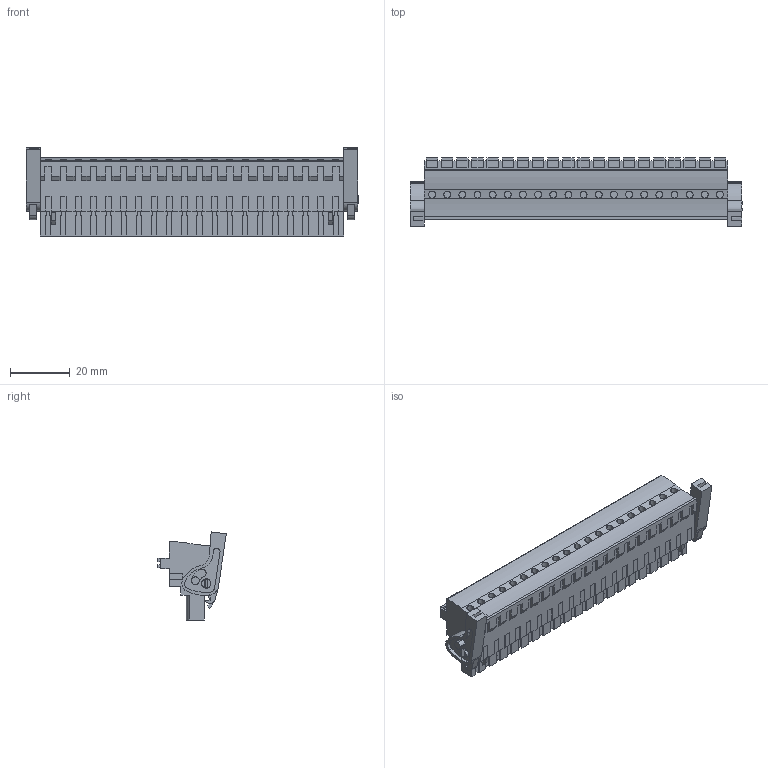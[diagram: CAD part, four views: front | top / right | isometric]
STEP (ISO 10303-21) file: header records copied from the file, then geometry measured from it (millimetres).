
FILE_DESCRIPTION(('CATIA V5 STEP Exchange','CAx-IF Rec.Pracs.--- Model Styling and Organization---1.2---2011-12-15'),'2;1');
FILE_NAME ('D1461209_0_1983260000_1983260000.stp','2017-10-30T15:40:32+00:00',('none'),('Weidmueller'),'CATIA Version 5-6 Release 2014','CATIA V5 STEP AP214','none');
FILE_SCHEMA(('AUTOMOTIVE_DESIGN { 1 0 10303 214 1 1 1 1 }'));
Length unit declared in the file: millimetre
Products named in the file (1): 1983260000
Bounding box: 111.3 x 23.02 x 29.52 mm (x, y, z)
Volume: 31098.6 mm3; surface area: 15976.1 mm2
Topology: 23 solids, 23 shells, 1486 faces, 4133 edges, 2785 vertices
Faces by surface type: plane 1219, cylinder 267
Entity records: 42943 total; most frequent: ORIENTED_EDGE 8266, CARTESIAN_POINT 8035, DIRECTION 5415, EDGE_CURVE 4133, VECTOR 3575, LINE 3575, VERTEX_POINT 2785, EDGE_LOOP 1586
